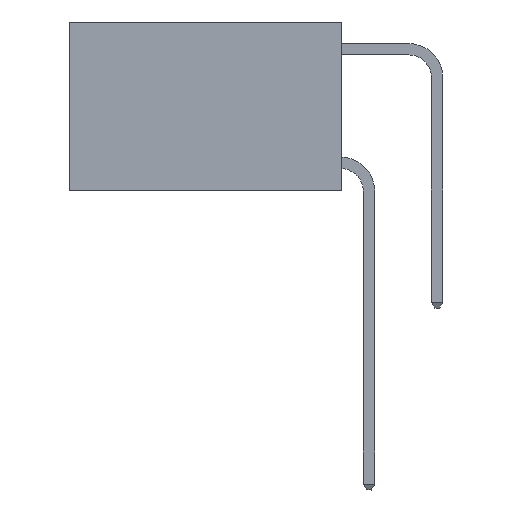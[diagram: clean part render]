
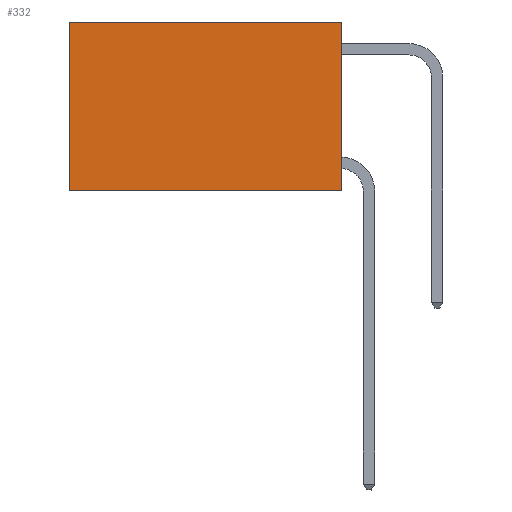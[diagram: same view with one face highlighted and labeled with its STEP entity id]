
A CAD part, left-side view. The second image highlights one B-rep face of the part: STEP entity #332.
In plain terms, the highlighted planar face has unit normal (-1, 0, 0).
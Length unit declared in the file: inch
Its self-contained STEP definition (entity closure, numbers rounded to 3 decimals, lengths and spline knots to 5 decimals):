
#332 = ADVANCED_FACE ( 'NONE', ( #6749 ), #4698, .F. ) ;
#536 = DIRECTION ( 'NONE',  ( 0., 0., -1. ) ) ;
#601 = CARTESIAN_POINT ( 'NONE',  ( 0.2625, 0.6, -0.37 ) ) ;
#834 = DIRECTION ( 'NONE',  ( 0., 0., -1. ) ) ;
#1823 = EDGE_CURVE ( 'NONE', #10610, #8314, #11281, .T. ) ;
#1855 = AXIS2_PLACEMENT_3D ( 'NONE', #8815, #3696, #12267 ) ;
#1894 = LINE ( 'NONE', #6426, #4844 ) ;
#3112 = ORIENTED_EDGE ( 'NONE', *, *, #9433, .T. ) ;
#3543 = CARTESIAN_POINT ( 'NONE',  ( 0.2625, 0., -0.37 ) ) ;
#3696 = DIRECTION ( 'NONE',  ( 1., 0., 0. ) ) ;
#3827 = EDGE_LOOP ( 'NONE', ( #3112, #8083, #11962, #9329 ) ) ;
#4674 = VECTOR ( 'NONE', #834, 39.37008 ) ;
#4698 = PLANE ( 'NONE',  #1855 ) ;
#4837 = CARTESIAN_POINT ( 'NONE',  ( 0.2625, 0., 0. ) ) ;
#4844 = VECTOR ( 'NONE', #536, 39.37008 ) ;
#5232 = LINE ( 'NONE', #10861, #12804 ) ;
#5626 = DIRECTION ( 'NONE',  ( 0., 1., 0. ) ) ;
#6426 = CARTESIAN_POINT ( 'NONE',  ( 0.2625, 0.6, 0. ) ) ;
#6749 = FACE_OUTER_BOUND ( 'NONE', #3827, .T. ) ;
#7371 = LINE ( 'NONE', #3543, #13026 ) ;
#7941 = CARTESIAN_POINT ( 'NONE',  ( 0.2625, 0., -0.37 ) ) ;
#8083 = ORIENTED_EDGE ( 'NONE', *, *, #10353, .F. ) ;
#8314 = VERTEX_POINT ( 'NONE', #7941 ) ;
#8815 = CARTESIAN_POINT ( 'NONE',  ( 0.2625, 0., 0. ) ) ;
#9047 = CARTESIAN_POINT ( 'NONE',  ( 0.2625, 0.6, 0. ) ) ;
#9329 = ORIENTED_EDGE ( 'NONE', *, *, #12682, .T. ) ;
#9433 = EDGE_CURVE ( 'NONE', #11064, #12238, #1894, .T. ) ;
#10093 = DIRECTION ( 'NONE',  ( 0., 1., 0. ) ) ;
#10353 = EDGE_CURVE ( 'NONE', #8314, #12238, #7371, .T. ) ;
#10610 = VERTEX_POINT ( 'NONE', #11323 ) ;
#10861 = CARTESIAN_POINT ( 'NONE',  ( 0.2625, 0., 0. ) ) ;
#11064 = VERTEX_POINT ( 'NONE', #9047 ) ;
#11281 = LINE ( 'NONE', #4837, #4674 ) ;
#11323 = CARTESIAN_POINT ( 'NONE',  ( 0.2625, 0., 0. ) ) ;
#11962 = ORIENTED_EDGE ( 'NONE', *, *, #1823, .F. ) ;
#12238 = VERTEX_POINT ( 'NONE', #601 ) ;
#12267 = DIRECTION ( 'NONE',  ( 0., 0., -1. ) ) ;
#12682 = EDGE_CURVE ( 'NONE', #10610, #11064, #5232, .T. ) ;
#12804 = VECTOR ( 'NONE', #10093, 39.37008 ) ;
#13026 = VECTOR ( 'NONE', #5626, 39.37008 ) ;
